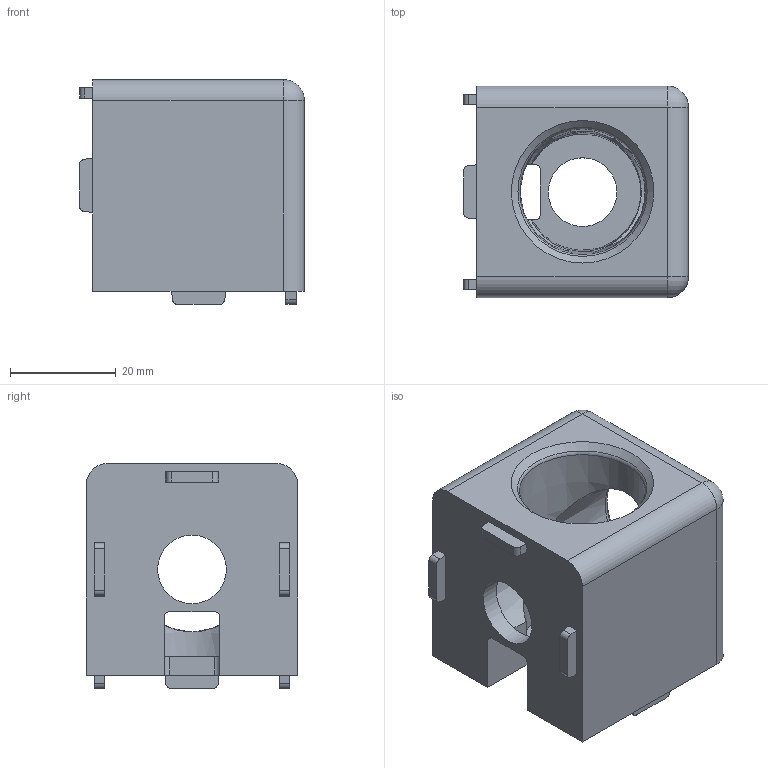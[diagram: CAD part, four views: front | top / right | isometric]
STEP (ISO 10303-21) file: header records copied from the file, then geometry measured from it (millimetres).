
FILE_DESCRIPTION(/* description */ (''),/* implementation_level */ '2;1');
FILE_NAME(/* name */ 'Syskomp 412529010 Würfelverbinder 40_2.stp',/* time_stamp */ '2014-04-22T10:47:08+02:00',/* author */ ('mstrom'),/* organization */ (''),/* preprocessor_version */ 'ST-DEVELOPER v15.2',/* originating_system */ 'Autodesk Inventor 2014',/* authorisation */ '0 mm^3');
FILE_SCHEMA (('AUTOMOTIVE_DESIGN { 1 0 10303 214 3 1 1 }'));
Length unit declared in the file: millimetre
Products named in the file (1): Syskomp 412529010 Würfelverbinder 40_2
Bounding box: 42.5 x 40 x 42.5 mm (x, y, z)
Volume: 39087.4 mm3; surface area: 12114.3 mm2
Topology: 1 solids, 1 shells, 77 faces, 208 edges, 135 vertices
Faces by surface type: plane 42, cylinder 23, cone 6, sphere 4, torus 2
Full cylindrical faces by diameter (mm): 13 x2
Entity records: 2476 total; most frequent: CARTESIAN_POINT 499, DIRECTION 408, ORIENTED_EDGE 390, EDGE_CURVE 195, AXIS2_PLACEMENT_3D 143, VERTEX_POINT 132, LINE 122, VECTOR 122
